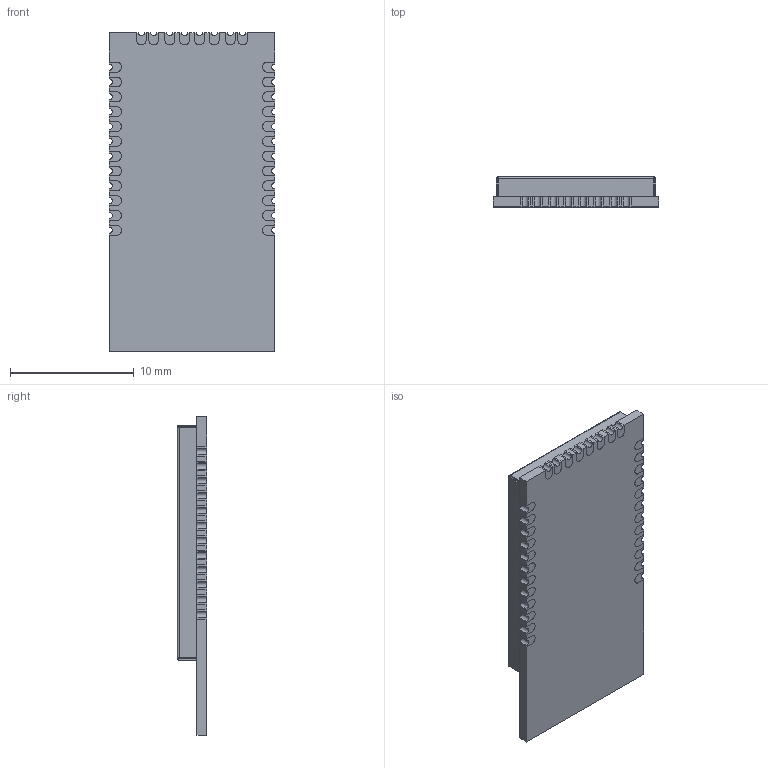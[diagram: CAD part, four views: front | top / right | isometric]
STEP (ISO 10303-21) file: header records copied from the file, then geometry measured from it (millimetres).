
FILE_DESCRIPTION (( 'STEP AP214' ), '1' );
FILE_NAME ('RN42-I-RM.STEP', '2018-09-01T20:38:46', ( '' ), ( '' ), 'SwSTEP 2.0', 'SolidWorks 2017', '' );
FILE_SCHEMA (( 'AUTOMOTIVE_DESIGN' ));
Length unit declared in the file: millimetre
Products named in the file (1): RN42-I-RM
Bounding box: 13.4 x 2.4 x 25.8 mm (x, y, z)
Volume: 307.7 mm3; surface area: 1541.2 mm2
Topology: 34 solids, 34 shells, 564 faces, 1328 edges, 832 vertices
Faces by surface type: plane 380, cylinder 176, bspline 8
Entity records: 19837 total; most frequent: CARTESIAN_POINT 3149, DIRECTION 2762, ORIENTED_EDGE 2656, EDGE_CURVE 1328, VECTOR 976, LINE 976, AXIS2_PLACEMENT_3D 893, VERTEX_POINT 832
